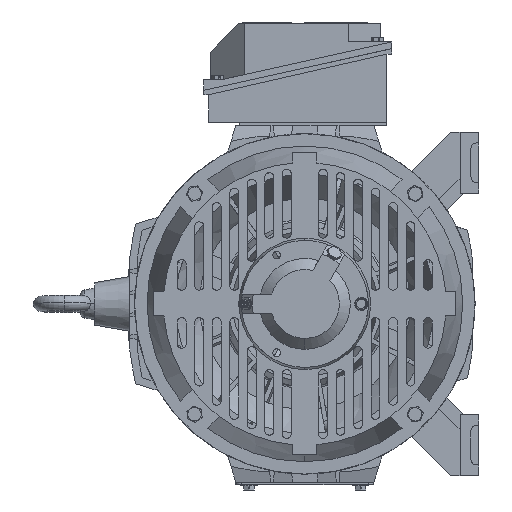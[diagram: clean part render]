
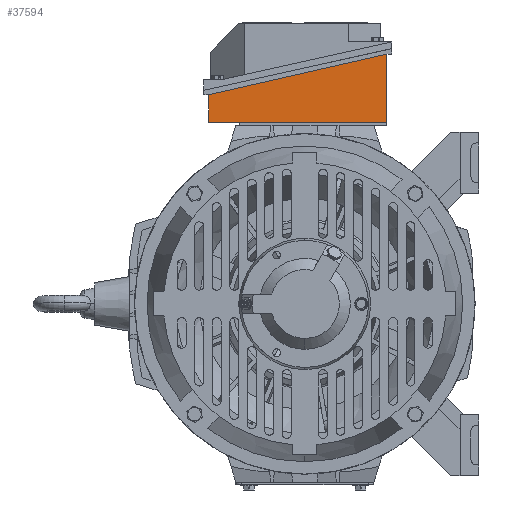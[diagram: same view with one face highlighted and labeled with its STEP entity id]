
A CAD part, left-side view. The second image highlights one B-rep face of the part: STEP entity #37594.
In plain terms, the highlighted face is planar.
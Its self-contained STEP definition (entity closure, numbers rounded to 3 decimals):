
#37238 = VERTEX_POINT ( 'NONE', #91906 ) ;
#37240 = EDGE_CURVE ( 'NONE', #37238, #37242, #91905, .T. ) ;
#37242 = VERTEX_POINT ( 'NONE', #91901 ) ;
#37255 = VERTEX_POINT ( 'NONE', #91891 ) ;
#37263 = VERTEX_POINT ( 'NONE', #91886 ) ;
#37269 = EDGE_CURVE ( 'NONE', #37255, #37263, #91884, .T. ) ;
#37586 = EDGE_CURVE ( 'NONE', #37263, #37242, #92278, .T. ) ;
#37594 = ADVANCED_FACE ( 'NONE', ( #92271 ), #92269, .F. ) ;
#37596 = EDGE_LOOP ( 'NONE', ( #37597, #37600, #37602, #37605 ) ) ;
#37597 = ORIENTED_EDGE ( 'NONE', *, *, #37240, .F. ) ;
#37600 = ORIENTED_EDGE ( 'NONE', *, *, #37601, .T. ) ;
#37601 = EDGE_CURVE ( 'NONE', #37238, #37255, #92329, .T. ) ;
#37602 = ORIENTED_EDGE ( 'NONE', *, *, #37269, .T. ) ;
#37605 = ORIENTED_EDGE ( 'NONE', *, *, #37586, .T. ) ;
#91881 = DIRECTION ( 'NONE',  ( 0., 0., -1. ) ) ;
#91882 = VECTOR ( 'NONE', #91881, 1000. ) ;
#91883 = CARTESIAN_POINT ( 'NONE',  ( -95.5, -78.5, 70. ) ) ;
#91884 = LINE ( 'NONE', #91883, #91882 ) ;
#91886 = CARTESIAN_POINT ( 'NONE',  ( -95.5, -78.5, 3. ) ) ;
#91891 = CARTESIAN_POINT ( 'NONE',  ( -95.5, -78.5, 27.998 ) ) ;
#91901 = CARTESIAN_POINT ( 'NONE',  ( 67.5, -78.5, 3. ) ) ;
#91902 = DIRECTION ( 'NONE',  ( 0., 0., -1. ) ) ;
#91903 = VECTOR ( 'NONE', #91902, 1000. ) ;
#91904 = CARTESIAN_POINT ( 'NONE',  ( 67.5, -78.5, 70. ) ) ;
#91905 = LINE ( 'NONE', #91904, #91903 ) ;
#91906 = CARTESIAN_POINT ( 'NONE',  ( 67.5, -78.5, 65.13 ) ) ;
#92265 = DIRECTION ( 'NONE',  ( -1., 0., 0. ) ) ;
#92266 = DIRECTION ( 'NONE',  ( 0., 1., 0. ) ) ;
#92267 = CARTESIAN_POINT ( 'NONE',  ( 67.5, -78.5, 70. ) ) ;
#92268 = AXIS2_PLACEMENT_3D ( 'NONE', #92267, #92266, #92265 ) ;
#92269 = PLANE ( 'NONE',  #92268 ) ;
#92271 = FACE_OUTER_BOUND ( 'NONE', #37596, .T. ) ;
#92272 = DIRECTION ( 'NONE',  ( 1., 0., 0. ) ) ;
#92273 = VECTOR ( 'NONE', #92272, 1000. ) ;
#92274 = CARTESIAN_POINT ( 'NONE',  ( 67.5, -78.5, 3. ) ) ;
#92278 = LINE ( 'NONE', #92274, #92273 ) ;
#92326 = DIRECTION ( 'NONE',  ( -0.975, 0., -0.222 ) ) ;
#92327 = VECTOR ( 'NONE', #92326, 1000. ) ;
#92328 = CARTESIAN_POINT ( 'NONE',  ( 67.5, -78.5, 65.13 ) ) ;
#92329 = LINE ( 'NONE', #92328, #92327 ) ;
